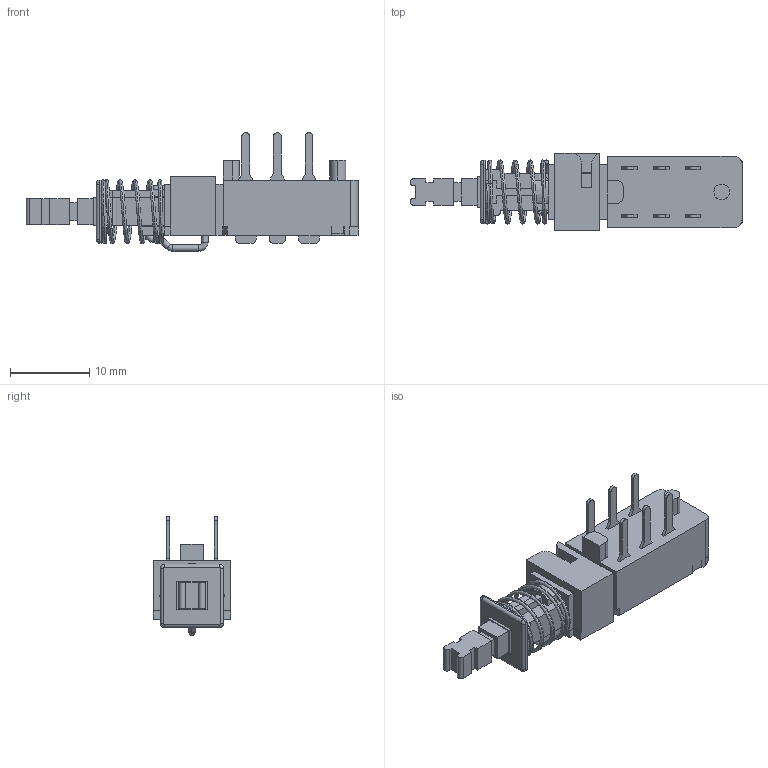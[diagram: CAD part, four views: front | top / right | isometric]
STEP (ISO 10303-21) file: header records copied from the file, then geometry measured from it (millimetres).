
FILE_DESCRIPTION((''),'2;1');
FILE_NAME('MPBS-22H01L-F14_ASM','2021-10-30T',('Administrator'),(''),'PRO/ENGINEER BY PARAMETRIC TECHNOLOGY CORPORATION, 2010280','PRO/ENGINEER BY PARAMETRIC TECHNOLOGY CORPORATION, 2010280','');
FILE_SCHEMA(('CONFIG_CONTROL_DESIGN'));
Length unit declared in the file: millimetre
Products named in the file (1): MPBS-22H01L-F14_ASM
Bounding box: 42 x 9.8 x 15 mm (x, y, z)
Volume: 1589.5 mm3; surface area: 2886.1 mm2
Topology: 1 solids, 1 shells, 524 faces, 1529 edges, 986 vertices
Faces by surface type: plane 419, cylinder 79, bspline 16, torus 8, extrusion 2
Entity records: 20025 total; most frequent: CARTESIAN_POINT 6121, ORIENTED_EDGE 3058, DIRECTION 2652, EDGE_CURVE 1529, VECTOR 1260, LINE 1258, VERTEX_POINT 986, AXIS2_PLACEMENT_3D 696
